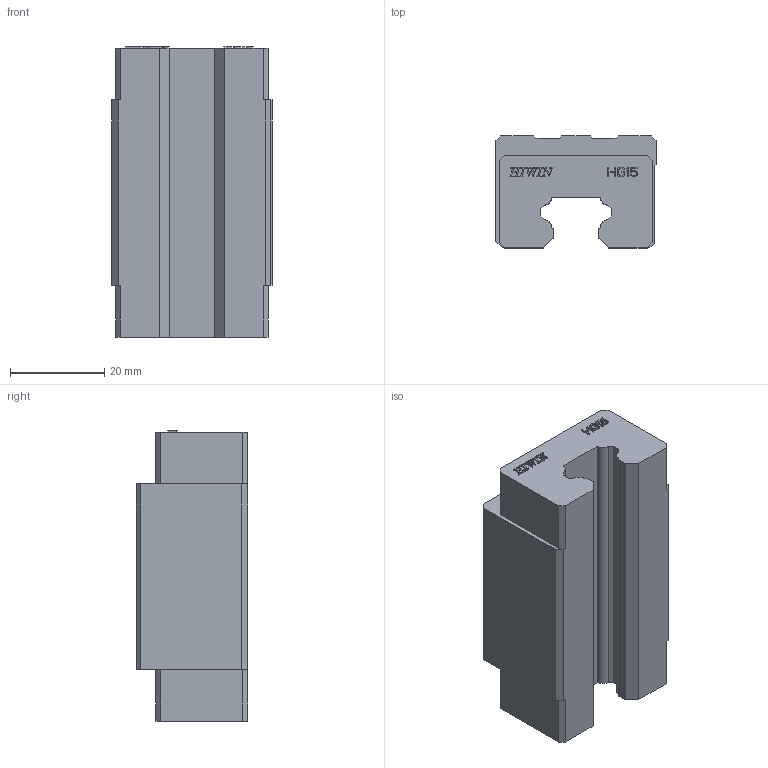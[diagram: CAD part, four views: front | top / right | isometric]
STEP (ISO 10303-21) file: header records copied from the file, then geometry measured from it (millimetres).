
FILE_DESCRIPTION(/* description */ ('SolidWorks IGES file using analytic representation for surfaces '),/* implementation_level */ '2;1');
FILE_NAME(/* name */ '[Z] HGH15CA.stp',/* time_stamp */ '2018-04-15T02:06:00+03:00',/* author */ ('stan'),/* organization */ (''),/* preprocessor_version */ 'ST-DEVELOPER v17',/* originating_system */ 'Autodesk Inventor 2018',/* authorisation */ '');
FILE_SCHEMA (('AUTOMOTIVE_DESIGN { 1 0 10303 214 3 1 1 }'));
Length unit declared in the file: millimetre
Products named in the file (1): HGH15CA
Bounding box: 34 x 23.7 x 61.7 mm (x, y, z)
Volume: 37046.4 mm3; surface area: 9821.9 mm2
Topology: 1 solids, 1 shells, 412 faces, 1199 edges, 802 vertices
Faces by surface type: plane 289, bspline 107, cylinder 16
Full cylindrical faces by diameter (mm): 4 x4
Entity records: 15387 total; most frequent: CARTESIAN_POINT 4915, ORIENTED_EDGE 2398, DIRECTION 1785, EDGE_CURVE 1199, LINE 945, VECTOR 945, VERTEX_POINT 802, EDGE_LOOP 425
